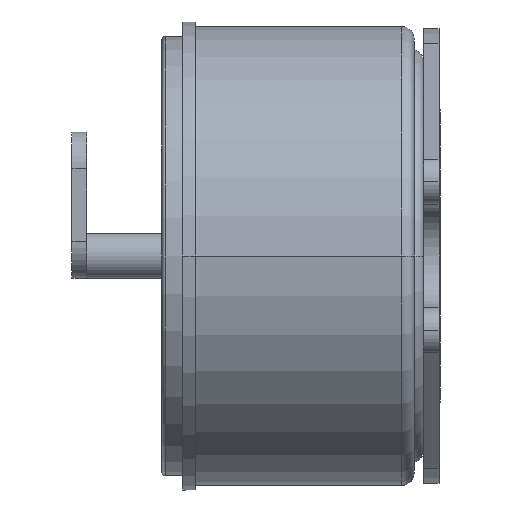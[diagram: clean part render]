
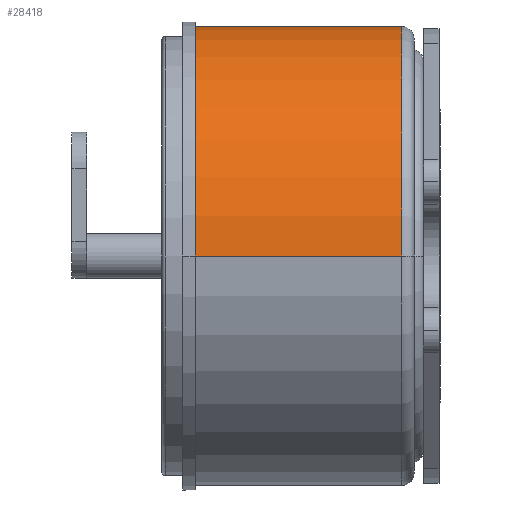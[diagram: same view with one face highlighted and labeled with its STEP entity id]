
A CAD part, left-side view. The second image highlights one B-rep face of the part: STEP entity #28418.
In plain terms, the highlighted cylindrical face has radius 7.942 mm (diameter 15.884 mm), a partial arc.
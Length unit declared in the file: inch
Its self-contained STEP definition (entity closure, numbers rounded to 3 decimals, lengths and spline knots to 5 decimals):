
#132 = VECTOR ( 'NONE', #11495, 39.37008 ) ;
#184 = AXIS2_PLACEMENT_3D ( 'NONE', #33301, #33825, #23009 ) ;
#448 = LINE ( 'NONE', #9143, #132 ) ;
#1900 = CARTESIAN_POINT ( 'NONE',  ( 0.31268, 0.0525, 0. ) ) ;
#2337 = DIRECTION ( 'NONE',  ( 0., 1., 0. ) ) ;
#2381 = CARTESIAN_POINT ( 'NONE',  ( 0., 0.0525, 0. ) ) ;
#2450 = VERTEX_POINT ( 'NONE', #29022 ) ;
#3127 = ORIENTED_EDGE ( 'NONE', *, *, #6303, .T. ) ;
#3207 = EDGE_LOOP ( 'NONE', ( #3127, #28185, #33419, #3872 ) ) ;
#3757 = CYLINDRICAL_SURFACE ( 'NONE', #30730, 0.31268 ) ;
#3872 = ORIENTED_EDGE ( 'NONE', *, *, #26010, .F. ) ;
#6131 = DIRECTION ( 'NONE',  ( 0., 1., 0. ) ) ;
#6303 = EDGE_CURVE ( 'NONE', #2450, #21269, #12911, .T. ) ;
#9143 = CARTESIAN_POINT ( 'NONE',  ( 0.31268, 0.013, 0. ) ) ;
#10706 = CARTESIAN_POINT ( 'NONE',  ( -0.31268, 0.013, 0. ) ) ;
#10841 = CARTESIAN_POINT ( 'NONE',  ( 0.31268, 0.3335, 0. ) ) ;
#11495 = DIRECTION ( 'NONE',  ( 0., 1., 0. ) ) ;
#12911 = CIRCLE ( 'NONE', #13477, 0.31268 ) ;
#13477 = AXIS2_PLACEMENT_3D ( 'NONE', #2381, #31882, #21586 ) ;
#14442 = CARTESIAN_POINT ( 'NONE',  ( -0.31268, 0.3335, 0. ) ) ;
#15926 = LINE ( 'NONE', #10706, #19282 ) ;
#17148 = FACE_OUTER_BOUND ( 'NONE', #3207, .T. ) ;
#18988 = VERTEX_POINT ( 'NONE', #10841 ) ;
#19282 = VECTOR ( 'NONE', #2337, 39.37008 ) ;
#20533 = VERTEX_POINT ( 'NONE', #14442 ) ;
#21269 = VERTEX_POINT ( 'NONE', #1900 ) ;
#21586 = DIRECTION ( 'NONE',  ( -1., 0., 0. ) ) ;
#23009 = DIRECTION ( 'NONE',  ( -1., 0., 0. ) ) ;
#24003 = EDGE_CURVE ( 'NONE', #21269, #18988, #448, .T. ) ;
#25228 = EDGE_CURVE ( 'NONE', #20533, #18988, #26217, .T. ) ;
#26010 = EDGE_CURVE ( 'NONE', #2450, #20533, #15926, .T. ) ;
#26217 = CIRCLE ( 'NONE', #184, 0.31268 ) ;
#28185 = ORIENTED_EDGE ( 'NONE', *, *, #24003, .T. ) ;
#28418 = ADVANCED_FACE ( 'NONE', ( #17148 ), #3757, .T. ) ;
#29022 = CARTESIAN_POINT ( 'NONE',  ( -0.31268, 0.0525, 0. ) ) ;
#30730 = AXIS2_PLACEMENT_3D ( 'NONE', #30892, #6131, #33584 ) ;
#30892 = CARTESIAN_POINT ( 'NONE',  ( 0., 0.013, 0. ) ) ;
#31882 = DIRECTION ( 'NONE',  ( 0., 1., 0. ) ) ;
#33301 = CARTESIAN_POINT ( 'NONE',  ( 0., 0.3335, 0. ) ) ;
#33419 = ORIENTED_EDGE ( 'NONE', *, *, #25228, .F. ) ;
#33584 = DIRECTION ( 'NONE',  ( -1., 0., 0. ) ) ;
#33825 = DIRECTION ( 'NONE',  ( 0., 1., 0. ) ) ;
